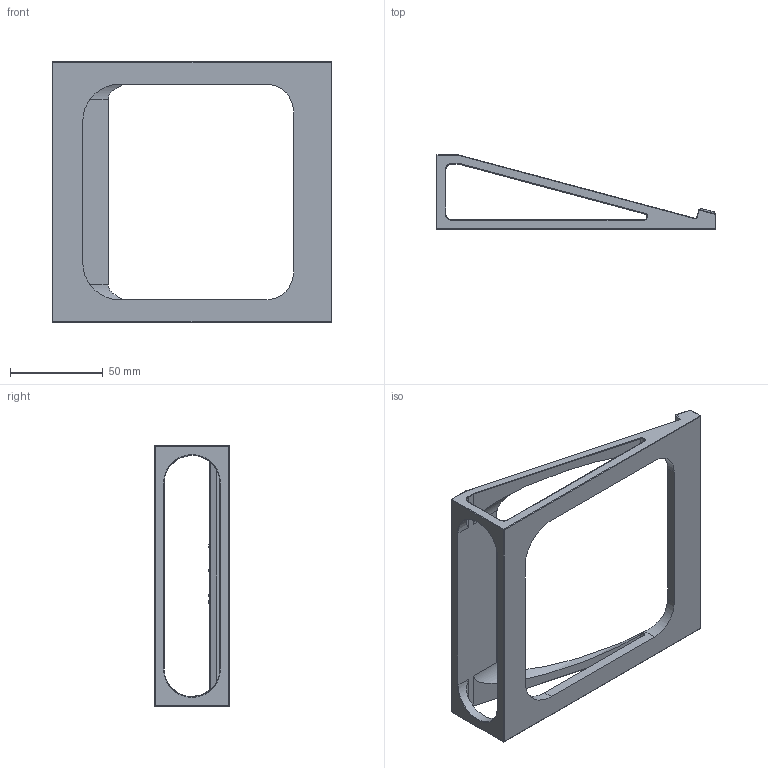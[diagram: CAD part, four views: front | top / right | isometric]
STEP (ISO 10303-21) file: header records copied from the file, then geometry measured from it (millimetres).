
FILE_DESCRIPTION (( 'STEP AP214' ), '1' );
FILE_NAME ('VAR-DVK-STAND-A-15-V1.0.0-R0.1.1.STEP', '2025-09-22T08:05:16', ( '' ), ( '' ), 'SwSTEP 2.0', 'SolidWorks 2025', '' );
FILE_SCHEMA (( 'AUTOMOTIVE_DESIGN' ));
Length unit declared in the file: millimetre
Products named in the file (1): VAR-DVK-STAND-A-15-V1.0.0-R0.1.1
Bounding box: 150 x 40 x 140 mm (x, y, z)
Volume: 73078.3 mm3; surface area: 37784.7 mm2
Topology: 1 solids, 1 shells, 821 faces, 2373 edges, 1554 vertices
Faces by surface type: plane 745, cylinder 51, torus 13, sphere 12
Entity records: 26486 total; most frequent: CARTESIAN_POINT 4880, ORIENTED_EDGE 4724, DIRECTION 4095, EDGE_CURVE 2362, LINE 2241, VECTOR 2241, VERTEX_POINT 1554, AXIS2_PLACEMENT_3D 927
